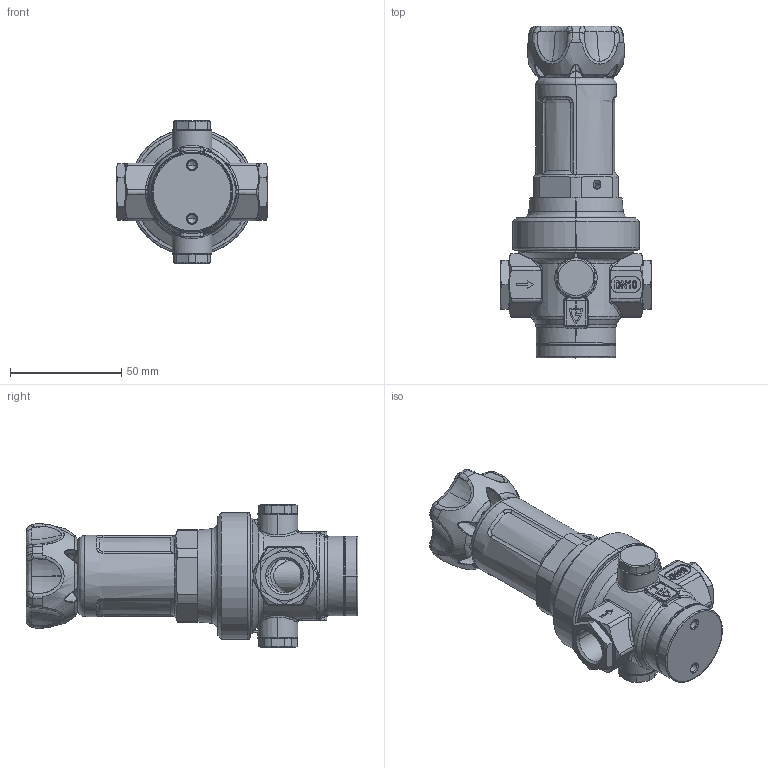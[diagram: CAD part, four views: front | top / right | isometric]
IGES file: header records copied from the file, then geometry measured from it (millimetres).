
Start section: SolidWorks IGES file using analytic representation for surfaces
Global section: file name: 684-10-f+f-10+10.IGS; native system: SolidWorks 2013; preprocessor: SolidWorks 2013; author: Blankenhorn; date: 140723.112848; units: millimetre
Bounding box: 68 x 149.4 x 64 mm (x, y, z)
Surface area: 67429.4 mm2 (no closed solid volume)
Topology: 0 solids, 0 shells, 1916 faces, 18716 edges, 18678 vertices
Faces by surface type: bspline 1347, revolution 569
